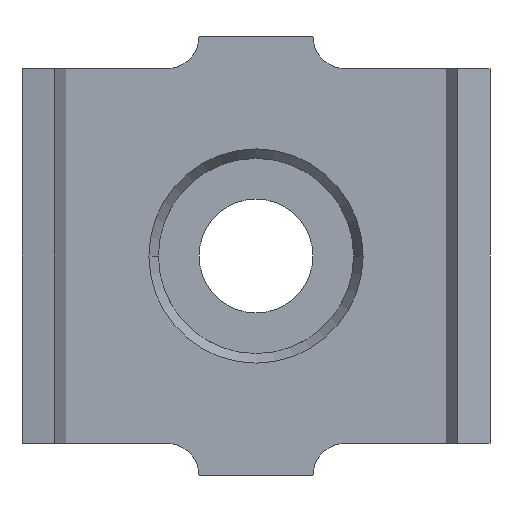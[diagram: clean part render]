
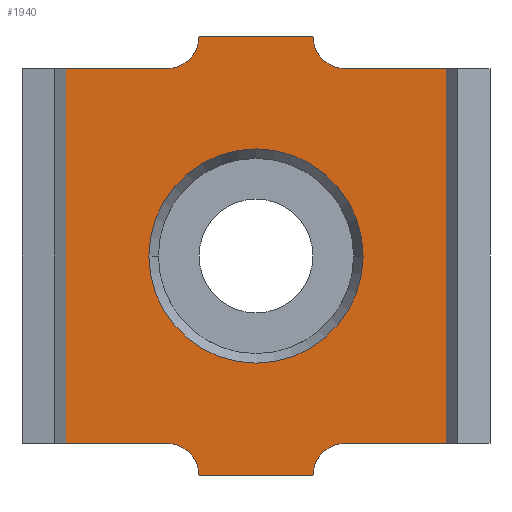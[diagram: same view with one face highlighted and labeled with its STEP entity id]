
A CAD part, front view. The second image highlights one B-rep face of the part: STEP entity #1940.
In plain terms, the highlighted planar face has unit normal (0, -1, 0).
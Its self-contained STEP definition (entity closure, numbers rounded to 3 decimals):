
#1=DIRECTION('',(1.,0.,0.));
#2=VECTOR('',#1,6.177);
#3=CARTESIAN_POINT('',(5.5,0.,11.5));
#4=LINE('',#3,#2);
#5=CARTESIAN_POINT('',(5.5,0.,-13.5));
#6=DIRECTION('',(0.,1.,0.));
#7=DIRECTION('',(-1.,0.,0.));
#8=AXIS2_PLACEMENT_3D('',#5,#6,#7);
#10=CARTESIAN_POINT('',(-5.5,0.,-13.5));
#11=DIRECTION('',(0.,1.,0.));
#12=DIRECTION('',(0.,0.,1.));
#13=AXIS2_PLACEMENT_3D('',#10,#11,#12);
#15=DIRECTION('',(-1.,0.,0.));
#16=VECTOR('',#15,6.177);
#17=CARTESIAN_POINT('',(-5.5,0.,-11.5));
#18=LINE('',#17,#16);
#19=DIRECTION('',(0.,0.,1.));
#20=VECTOR('',#19,23.);
#21=CARTESIAN_POINT('',(-11.677,0.,-11.5));
#22=LINE('',#21,#20);
#23=CARTESIAN_POINT('',(-5.5,0.,13.5));
#24=DIRECTION('',(0.,1.,0.));
#25=DIRECTION('',(1.,0.,0.));
#26=AXIS2_PLACEMENT_3D('',#23,#24,#25);
#28=DIRECTION('',(-1.,0.,0.));
#29=VECTOR('',#28,7.);
#30=CARTESIAN_POINT('',(3.5,0.,13.5));
#31=LINE('',#30,#29);
#32=CARTESIAN_POINT('',(5.5,0.,13.5));
#33=DIRECTION('',(0.,1.,0.));
#34=DIRECTION('',(0.,0.,-1.));
#35=AXIS2_PLACEMENT_3D('',#32,#33,#34);
#37=CARTESIAN_POINT('',(0.,0.,0.));
#38=DIRECTION('',(0.,1.,0.));
#39=DIRECTION('',(1.,0.,0.));
#40=AXIS2_PLACEMENT_3D('',#37,#38,#39);
#42=CARTESIAN_POINT('',(0.,0.,0.));
#43=DIRECTION('',(0.,1.,0.));
#44=DIRECTION('',(-1.,0.,0.));
#45=AXIS2_PLACEMENT_3D('',#42,#43,#44);
#430=DIRECTION('',(1.,0.,0.));
#431=VECTOR('',#430,6.177);
#432=CARTESIAN_POINT('',(5.5,0.,-11.5));
#433=LINE('',#432,#431);
#466=DIRECTION('',(0.,0.,1.));
#467=VECTOR('',#466,23.);
#468=CARTESIAN_POINT('',(11.677,0.,-11.5));
#469=LINE('',#468,#467);
#478=DIRECTION('',(-1.,0.,0.));
#479=VECTOR('',#478,7.);
#480=CARTESIAN_POINT('',(3.5,0.,-13.5));
#481=LINE('',#480,#479);
#502=DIRECTION('',(-1.,0.,0.));
#503=VECTOR('',#502,6.177);
#504=CARTESIAN_POINT('',(-5.5,0.,11.5));
#505=LINE('',#504,#503);
#1526=CARTESIAN_POINT('',(5.5,0.,11.5));
#1528=VERTEX_POINT('',#1526);
#1547=CARTESIAN_POINT('',(-3.5,0.,13.5));
#1548=CARTESIAN_POINT('',(-5.5,0.,11.5));
#1549=VERTEX_POINT('',#1547);
#1550=VERTEX_POINT('',#1548);
#1565=CARTESIAN_POINT('',(3.5,0.,13.5));
#1566=VERTEX_POINT('',#1565);
#1675=CARTESIAN_POINT('',(-6.577,0.,0.));
#1676=CARTESIAN_POINT('',(6.577,0.,0.));
#1677=VERTEX_POINT('',#1675);
#1678=VERTEX_POINT('',#1676);
#1693=CARTESIAN_POINT('',(3.5,0.,-13.5));
#1694=CARTESIAN_POINT('',(-3.5,0.,-13.5));
#1695=VERTEX_POINT('',#1693);
#1696=VERTEX_POINT('',#1694);
#1753=CARTESIAN_POINT('',(5.5,0.,-11.5));
#1755=VERTEX_POINT('',#1753);
#1851=CARTESIAN_POINT('',(-5.5,0.,-11.5));
#1852=VERTEX_POINT('',#1851);
#1895=CARTESIAN_POINT('',(11.677,0.,-11.5));
#1896=CARTESIAN_POINT('',(11.677,0.,11.5));
#1897=VERTEX_POINT('',#1895);
#1898=VERTEX_POINT('',#1896);
#1899=CARTESIAN_POINT('',(-11.677,0.,-11.5));
#1900=CARTESIAN_POINT('',(-11.677,0.,11.5));
#1901=VERTEX_POINT('',#1899);
#1902=VERTEX_POINT('',#1900);
#1903=CARTESIAN_POINT('',(11.258,0.,13.5));
#1904=DIRECTION('',(0.,1.,0.));
#1905=DIRECTION('',(-1.,0.,0.));
#1906=AXIS2_PLACEMENT_3D('',#1903,#1904,#1905);
#1907=PLANE('',#1906);
#1909=ORIENTED_EDGE('',*,*,#1908,.T.);
#1911=ORIENTED_EDGE('',*,*,#1910,.F.);
#1913=ORIENTED_EDGE('',*,*,#1912,.F.);
#1915=ORIENTED_EDGE('',*,*,#1914,.F.);
#1917=ORIENTED_EDGE('',*,*,#1916,.T.);
#1919=ORIENTED_EDGE('',*,*,#1918,.F.);
#1921=ORIENTED_EDGE('',*,*,#1920,.T.);
#1923=ORIENTED_EDGE('',*,*,#1922,.T.);
#1925=ORIENTED_EDGE('',*,*,#1924,.F.);
#1927=ORIENTED_EDGE('',*,*,#1926,.F.);
#1929=ORIENTED_EDGE('',*,*,#1928,.F.);
#1931=ORIENTED_EDGE('',*,*,#1930,.F.);
#1932=EDGE_LOOP('',(#1909,#1911,#1913,#1915,#1917,#1919,#1921,#1923,#1925,#1927,
#1929,#1931));
#1933=FACE_OUTER_BOUND('',#1932,.F.);
#1935=ORIENTED_EDGE('',*,*,#1934,.F.);
#1937=ORIENTED_EDGE('',*,*,#1936,.F.);
#1938=EDGE_LOOP('',(#1935,#1937));
#1939=FACE_BOUND('',#1938,.F.);
#1940=ADVANCED_FACE('',(#1933,#1939),#1907,.F.);
#9=CIRCLE('',#8,2.);
#14=CIRCLE('',#13,2.);
#27=CIRCLE('',#26,2.);
#36=CIRCLE('',#35,2.);
#41=CIRCLE('',#40,6.577);
#46=CIRCLE('',#45,6.577);
#1908=EDGE_CURVE('',#1528,#1898,#4,.T.);
#1910=EDGE_CURVE('',#1897,#1898,#469,.T.);
#1912=EDGE_CURVE('',#1755,#1897,#433,.T.);
#1914=EDGE_CURVE('',#1695,#1755,#9,.T.);
#1916=EDGE_CURVE('',#1695,#1696,#481,.T.);
#1918=EDGE_CURVE('',#1852,#1696,#14,.T.);
#1920=EDGE_CURVE('',#1852,#1901,#18,.T.);
#1922=EDGE_CURVE('',#1901,#1902,#22,.T.);
#1924=EDGE_CURVE('',#1550,#1902,#505,.T.);
#1926=EDGE_CURVE('',#1549,#1550,#27,.T.);
#1928=EDGE_CURVE('',#1566,#1549,#31,.T.);
#1930=EDGE_CURVE('',#1528,#1566,#36,.T.);
#1934=EDGE_CURVE('',#1678,#1677,#41,.T.);
#1936=EDGE_CURVE('',#1677,#1678,#46,.T.);
